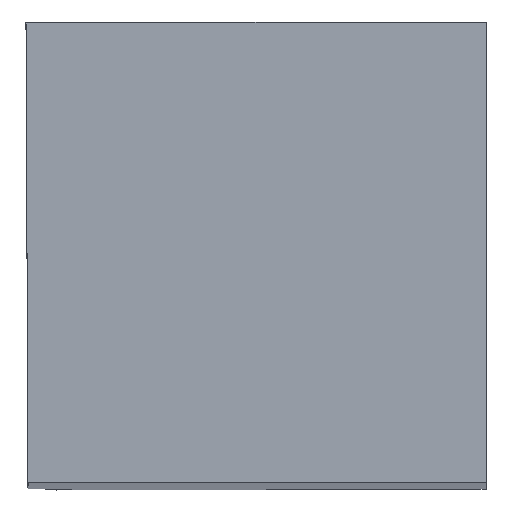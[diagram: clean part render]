
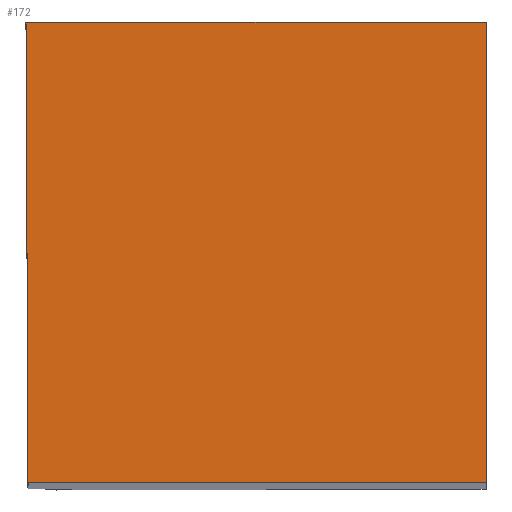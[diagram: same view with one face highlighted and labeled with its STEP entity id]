
A CAD part, top view. The second image highlights one B-rep face of the part: STEP entity #172.
In plain terms, the highlighted planar face has unit normal (0, 0, 1).
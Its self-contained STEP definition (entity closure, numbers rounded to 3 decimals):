
#172=ADVANCED_FACE('',(#226),#205,.T.);
#205=PLANE('',#746);
#226=FACE_OUTER_BOUND('',#249,.T.);
#249=EDGE_LOOP('',(#337,#338,#339,#340));
#337=ORIENTED_EDGE('',*,*,#513,.T.);
#338=ORIENTED_EDGE('',*,*,#507,.T.);
#339=ORIENTED_EDGE('',*,*,#511,.T.);
#340=ORIENTED_EDGE('',*,*,#516,.F.);
#449=VERTEX_POINT('',#1035);
#451=VERTEX_POINT('',#1039);
#453=VERTEX_POINT('',#1046);
#454=VERTEX_POINT('',#1051);
#507=EDGE_CURVE('',#449,#451,#578,.T.);
#511=EDGE_CURVE('',#451,#453,#581,.T.);
#513=EDGE_CURVE('',#454,#449,#583,.T.);
#516=EDGE_CURVE('',#454,#453,#585,.T.);
#578=LINE('',#1040,#628);
#581=LINE('',#1047,#631);
#583=LINE('',#1050,#633);
#585=LINE('',#1056,#635);
#628=VECTOR('',#840,1.);
#631=VECTOR('',#847,1.);
#633=VECTOR('',#851,1.);
#635=VECTOR('',#859,1.);
#746=AXIS2_PLACEMENT_3D('',#1058,#862,#863);
#840=DIRECTION('',(-1.,0.,0.));
#847=DIRECTION('',(0.004,-1.,0.));
#851=DIRECTION('',(0.,1.,0.));
#859=DIRECTION('',(-1.,0.,0.));
#862=DIRECTION('',(0.,0.,1.));
#863=DIRECTION('',(-1.,0.,0.));
#1035=CARTESIAN_POINT('',(12.65,12.65,0.));
#1039=CARTESIAN_POINT('',(0.,12.65,0.));
#1040=CARTESIAN_POINT('',(14.7,12.65,0.));
#1046=CARTESIAN_POINT('',(0.055,0.,0.));
#1047=CARTESIAN_POINT('',(-0.009,14.659,0.));
#1050=CARTESIAN_POINT('',(12.65,-2.,0.));
#1051=CARTESIAN_POINT('',(12.65,0.,0.));
#1056=CARTESIAN_POINT('',(14.7,0.,0.));
#1058=CARTESIAN_POINT('',(-2.,14.65,0.));
